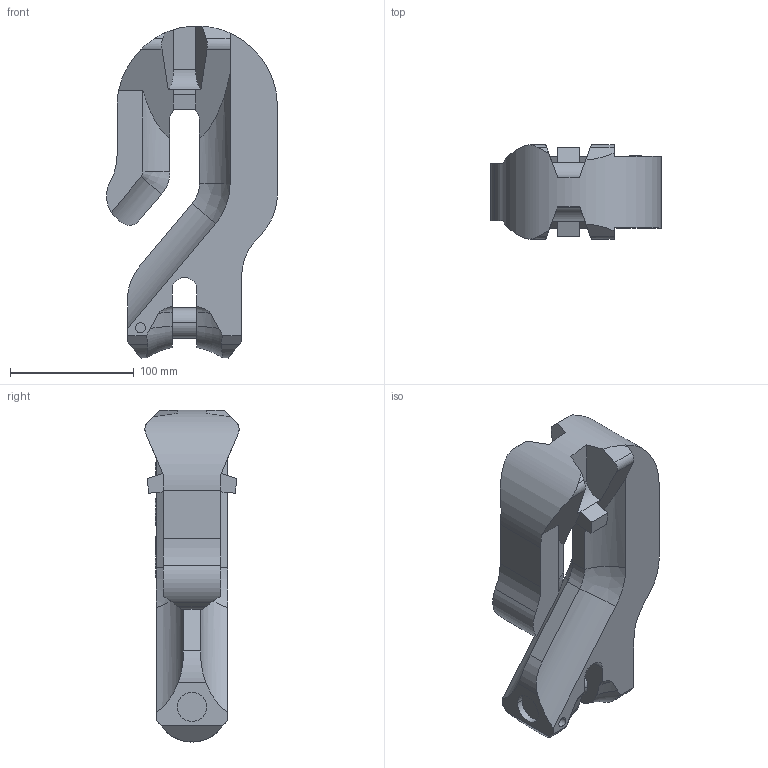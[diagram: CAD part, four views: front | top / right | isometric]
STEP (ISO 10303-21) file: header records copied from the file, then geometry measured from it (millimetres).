
FILE_DESCRIPTION((''),'2;1');
FILE_NAME('001-M33553-P-1','2012-11-12T',('Azubi.TBM'),(''),'PRO/ENGINEER BY PARAMETRIC TECHNOLOGY CORPORATION, 2010140','PRO/ENGINEER BY PARAMETRIC TECHNOLOGY CORPORATION, 2010140','');
FILE_SCHEMA(('CONFIG_CONTROL_DESIGN'));
Length unit declared in the file: millimetre
Products named in the file (1): 001-M33553-P-1
Bounding box: 137.98 x 75.97 x 267.97 mm (x, y, z)
Volume: 1142120.2 mm3; surface area: 104805.2 mm2
Topology: 1 solids, 1 shells, 339 faces, 937 edges, 620 vertices
Faces by surface type: plane 287, cylinder 42, bspline 8, torus 2
Entity records: 11001 total; most frequent: CARTESIAN_POINT 2380, ORIENTED_EDGE 1874, DIRECTION 1609, EDGE_CURVE 937, VECTOR 803, LINE 803, VERTEX_POINT 620, AXIS2_PLACEMENT_3D 403
